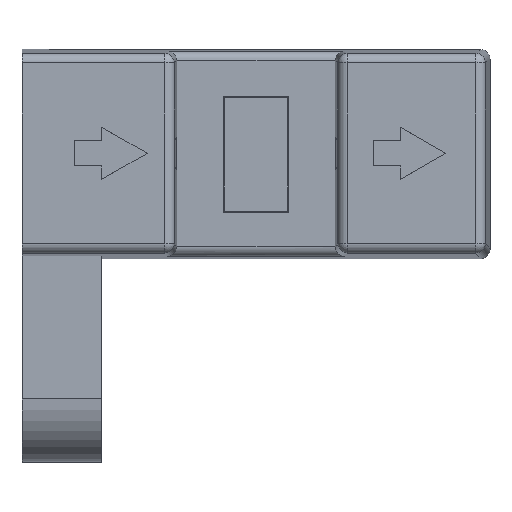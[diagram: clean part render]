
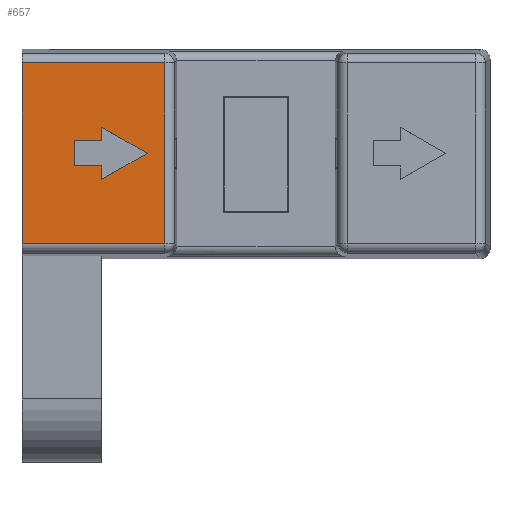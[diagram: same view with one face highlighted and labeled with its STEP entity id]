
A CAD part, top view. The second image highlights one B-rep face of the part: STEP entity #657.
In plain terms, the highlighted planar face has unit normal (0, 0, 1).
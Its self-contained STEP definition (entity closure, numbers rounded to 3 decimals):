
#121=FACE_BOUND('',#892,.T.);
#122=FACE_BOUND('',#893,.T.);
#155=PLANE('',#2233);
#298=LINE('',#3239,#512);
#310=LINE('',#3280,#524);
#311=LINE('',#3283,#525);
#312=LINE('',#3284,#526);
#313=LINE('',#3285,#527);
#314=LINE('',#3288,#528);
#315=LINE('',#3290,#529);
#316=LINE('',#3292,#530);
#317=LINE('',#3294,#531);
#318=LINE('',#3296,#532);
#319=LINE('',#3298,#533);
#512=VECTOR('',#2545,1.);
#524=VECTOR('',#2581,1.);
#525=VECTOR('',#2582,1.);
#526=VECTOR('',#2583,1.);
#527=VECTOR('',#2584,1.);
#528=VECTOR('',#2585,1.);
#529=VECTOR('',#2586,1.);
#530=VECTOR('',#2587,1.);
#531=VECTOR('',#2588,1.);
#532=VECTOR('',#2589,1.);
#533=VECTOR('',#2590,1.);
#657=ADVANCED_FACE('',(#121,#122),#155,.T.);
#892=EDGE_LOOP('',(#1190,#1191,#1192,#1193));
#893=EDGE_LOOP('',(#1194,#1195,#1196,#1197,#1198,#1199,#1200));
#1190=ORIENTED_EDGE('',*,*,#1961,.T.);
#1191=ORIENTED_EDGE('',*,*,#1962,.T.);
#1192=ORIENTED_EDGE('',*,*,#1940,.F.);
#1193=ORIENTED_EDGE('',*,*,#1963,.T.);
#1194=ORIENTED_EDGE('',*,*,#1964,.F.);
#1195=ORIENTED_EDGE('',*,*,#1965,.F.);
#1196=ORIENTED_EDGE('',*,*,#1966,.F.);
#1197=ORIENTED_EDGE('',*,*,#1967,.F.);
#1198=ORIENTED_EDGE('',*,*,#1968,.F.);
#1199=ORIENTED_EDGE('',*,*,#1969,.F.);
#1200=ORIENTED_EDGE('',*,*,#1970,.F.);
#1724=VERTEX_POINT('',#3238);
#1725=VERTEX_POINT('',#3240);
#1742=VERTEX_POINT('',#3281);
#1743=VERTEX_POINT('',#3282);
#1744=VERTEX_POINT('',#3286);
#1745=VERTEX_POINT('',#3287);
#1746=VERTEX_POINT('',#3289);
#1747=VERTEX_POINT('',#3291);
#1748=VERTEX_POINT('',#3293);
#1749=VERTEX_POINT('',#3295);
#1750=VERTEX_POINT('',#3297);
#1940=EDGE_CURVE('',#1724,#1725,#298,.T.);
#1961=EDGE_CURVE('',#1742,#1743,#310,.T.);
#1962=EDGE_CURVE('',#1743,#1725,#311,.T.);
#1963=EDGE_CURVE('',#1724,#1742,#312,.T.);
#1964=EDGE_CURVE('',#1744,#1745,#313,.T.);
#1965=EDGE_CURVE('',#1746,#1744,#314,.T.);
#1966=EDGE_CURVE('',#1747,#1746,#315,.T.);
#1967=EDGE_CURVE('',#1748,#1747,#316,.T.);
#1968=EDGE_CURVE('',#1749,#1748,#317,.T.);
#1969=EDGE_CURVE('',#1750,#1749,#318,.T.);
#1970=EDGE_CURVE('',#1745,#1750,#319,.T.);
#2233=AXIS2_PLACEMENT_3D('',#3299,#2591,#2592);
#2545=DIRECTION('',(0.,1.,0.));
#2581=DIRECTION('',(0.,1.,0.));
#2582=DIRECTION('',(-1.,0.,0.));
#2583=DIRECTION('',(1.,0.,0.));
#2584=DIRECTION('',(-1.,0.,0.));
#2585=DIRECTION('',(0.,-1.,0.));
#2586=DIRECTION('',(-0.866,0.5,0.));
#2587=DIRECTION('',(0.866,0.5,0.));
#2588=DIRECTION('',(0.,-1.,0.));
#2589=DIRECTION('',(1.,0.,0.));
#2590=DIRECTION('',(0.,-1.,0.));
#2591=DIRECTION('',(0.,0.,1.));
#2592=DIRECTION('',(1.,0.,0.));
#3238=CARTESIAN_POINT('',(169.22,34.203,30.));
#3239=CARTESIAN_POINT('',(169.22,5.993,30.));
#3240=CARTESIAN_POINT('',(169.22,39.915,30.));
#3280=CARTESIAN_POINT('',(173.728,5.993,30.));
#3281=CARTESIAN_POINT('',(173.728,34.203,30.));
#3282=CARTESIAN_POINT('',(173.728,39.915,30.));
#3283=CARTESIAN_POINT('',(83.,39.915,30.));
#3284=CARTESIAN_POINT('',(83.,34.203,30.));
#3285=CARTESIAN_POINT('',(82.807,37.456,30.));
#3286=CARTESIAN_POINT('',(171.743,37.456,30.));
#3287=CARTESIAN_POINT('',(170.888,37.456,30.));
#3288=CARTESIAN_POINT('',(171.743,5.993,30.));
#3289=CARTESIAN_POINT('',(171.743,37.88,30.));
#3290=CARTESIAN_POINT('',(165.938,41.231,30.));
#3291=CARTESIAN_POINT('',(173.171,37.056,30.));
#3292=CARTESIAN_POINT('',(165.853,32.831,30.));
#3293=CARTESIAN_POINT('',(171.743,36.232,30.));
#3294=CARTESIAN_POINT('',(171.743,5.993,30.));
#3295=CARTESIAN_POINT('',(171.743,36.656,30.));
#3296=CARTESIAN_POINT('',(82.807,36.656,30.));
#3297=CARTESIAN_POINT('',(170.888,36.656,30.));
#3298=CARTESIAN_POINT('',(170.888,37.056,30.));
#3299=CARTESIAN_POINT('',(83.,5.993,30.));
